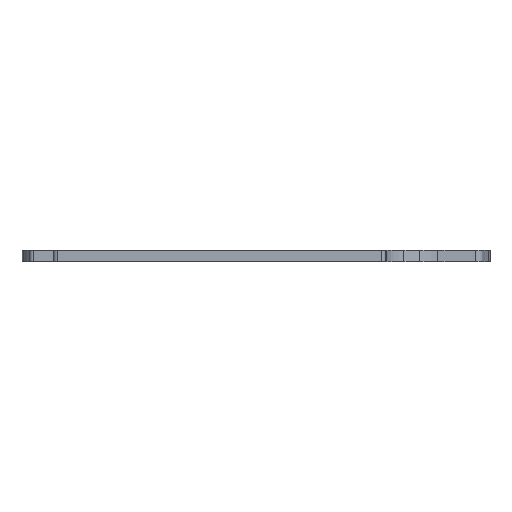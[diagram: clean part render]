
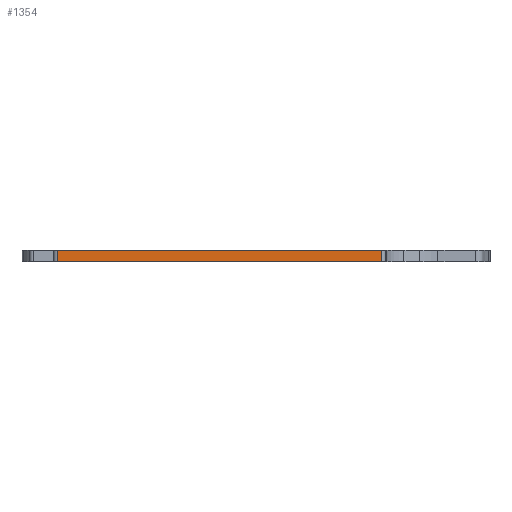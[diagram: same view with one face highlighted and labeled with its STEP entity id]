
A CAD part, front view. The second image highlights one B-rep face of the part: STEP entity #1354.
In plain terms, the highlighted planar face has unit normal (0, -1, 0).
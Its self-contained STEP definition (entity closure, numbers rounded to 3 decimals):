
#395=DIRECTION('',(1.,0.,0.));
#396=VECTOR('',#395,43.702);
#397=CARTESIAN_POINT('',(-21.748,0.5,1.5));
#398=LINE('',#397,#396);
#598=DIRECTION('',(0.,0.,1.));
#599=VECTOR('',#598,1.5);
#600=CARTESIAN_POINT('',(-21.748,0.5,0.));
#601=LINE('',#600,#599);
#605=DIRECTION('',(1.,0.,0.));
#606=VECTOR('',#605,43.702);
#607=CARTESIAN_POINT('',(-21.748,0.5,0.));
#608=LINE('',#607,#606);
#612=DIRECTION('',(0.,0.,-1.));
#613=VECTOR('',#612,1.5);
#614=CARTESIAN_POINT('',(21.954,0.5,1.5));
#615=LINE('',#614,#613);
#773=CARTESIAN_POINT('',(-21.748,0.5,0.));
#775=VERTEX_POINT('',#773);
#777=CARTESIAN_POINT('',(21.954,0.5,0.));
#778=VERTEX_POINT('',#777);
#847=CARTESIAN_POINT('',(21.954,0.5,1.5));
#848=VERTEX_POINT('',#847);
#849=CARTESIAN_POINT('',(-21.748,0.5,1.5));
#850=VERTEX_POINT('',#849);
#1342=CARTESIAN_POINT('',(22.321,0.5,0.));
#1343=DIRECTION('',(0.,-1.,0.));
#1344=DIRECTION('',(-1.,0.,0.));
#1345=AXIS2_PLACEMENT_3D('',#1342,#1343,#1344);
#1346=PLANE('',#1345);
#1347=ORIENTED_EDGE('',*,*,#1042,.T.);
#1349=ORIENTED_EDGE('',*,*,#1348,.T.);
#1350=ORIENTED_EDGE('',*,*,#914,.F.);
#1351=ORIENTED_EDGE('',*,*,#1328,.T.);
#1352=EDGE_LOOP('',(#1347,#1349,#1350,#1351));
#1353=FACE_OUTER_BOUND('',#1352,.F.);
#914=EDGE_CURVE('',#775,#778,#608,.T.);
#1042=EDGE_CURVE('',#850,#848,#398,.T.);
#1328=EDGE_CURVE('',#775,#850,#601,.T.);
#1348=EDGE_CURVE('',#848,#778,#615,.T.);
#1354=ADVANCED_FACE('',(#1353),#1346,.T.);
